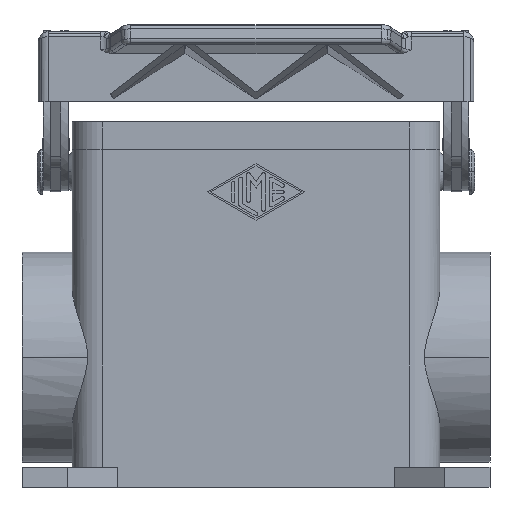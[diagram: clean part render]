
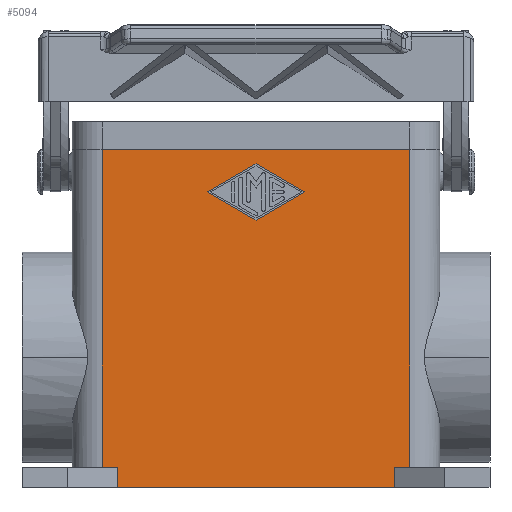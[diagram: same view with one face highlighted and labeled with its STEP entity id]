
A CAD part, front view. The second image highlights one B-rep face of the part: STEP entity #5094.
In plain terms, the highlighted planar face has unit normal (0, -1, 0).
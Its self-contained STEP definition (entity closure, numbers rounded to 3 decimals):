
#4252=CARTESIAN_POINT('',(-9.75,-21.75,15.));
#4253=VERTEX_POINT('',#4252);
#4260=CARTESIAN_POINT('',(0.,-21.75,9.375));
#4261=VERTEX_POINT('',#4260);
#4262=CARTESIAN_POINT('',(0.,-21.75,9.375));
#4263=DIRECTION('',(-0.866,0.0,0.5));
#4264=VECTOR('',#4263,11.256);
#4265=LINE('',#4262,#4264);
#4266=EDGE_CURVE('',#4261,#4253,#4265,.T.);
#4291=CARTESIAN_POINT('',(9.75,-21.75,15.));
#4292=VERTEX_POINT('',#4291);
#4293=CARTESIAN_POINT('',(9.75,-21.75,15.));
#4294=DIRECTION('',(-0.866,0.0,-0.5));
#4295=VECTOR('',#4294,11.256);
#4296=LINE('',#4293,#4295);
#4297=EDGE_CURVE('',#4292,#4261,#4296,.T.);
#4322=CARTESIAN_POINT('',(0.,-21.75,20.625));
#4323=VERTEX_POINT('',#4322);
#4324=CARTESIAN_POINT('',(0.,-21.75,20.625));
#4325=DIRECTION('',(0.866,0.0,-0.5));
#4326=VECTOR('',#4325,11.256);
#4327=LINE('',#4324,#4326);
#4328=EDGE_CURVE('',#4323,#4292,#4327,.T.);
#4351=CARTESIAN_POINT('',(-9.75,-21.75,15.));
#4352=DIRECTION('',(0.866,0.0,0.5));
#4353=VECTOR('',#4352,11.256);
#4354=LINE('',#4351,#4353);
#4355=EDGE_CURVE('',#4253,#4323,#4354,.T.);
#5017=CARTESIAN_POINT('',(27.75,-21.75,-44.0));
#5018=DIRECTION('',(0.0,-1.0,0.0));
#5019=DIRECTION('',(0.0,0.0,-1.0));
#5020=AXIS2_PLACEMENT_3D('',#5017,#5018,#5019);
#5021=PLANE('',#5020);
#5022=CARTESIAN_POINT('',(-27.75,-21.75,-44.0));
#5023=VERTEX_POINT('',#5022);
#5024=CARTESIAN_POINT('',(-27.75,-21.75,-40.0));
#5025=VERTEX_POINT('',#5024);
#5026=CARTESIAN_POINT('',(-27.75,-21.75,-44.0));
#5027=DIRECTION('',(0.0,0.0,1.0));
#5028=VECTOR('',#5027,4.0);
#5029=LINE('',#5026,#5028);
#5030=EDGE_CURVE('',#5023,#5025,#5029,.T.);
#5031=ORIENTED_EDGE('',*,*,#5030,.F.);
#5032=CARTESIAN_POINT('',(27.75,-21.75,-44.0));
#5033=VERTEX_POINT('',#5032);
#5034=CARTESIAN_POINT('',(27.75,-21.75,-44.0));
#5035=DIRECTION('',(-1.0,0.0,0.0));
#5036=VECTOR('',#5035,55.5);
#5037=LINE('',#5034,#5036);
#5038=EDGE_CURVE('',#5033,#5023,#5037,.T.);
#5039=ORIENTED_EDGE('',*,*,#5038,.F.);
#5040=CARTESIAN_POINT('',(27.75,-21.75,-40.0));
#5041=VERTEX_POINT('',#5040);
#5042=CARTESIAN_POINT('',(27.75,-21.75,-44.0));
#5043=DIRECTION('',(0.0,0.0,1.0));
#5044=VECTOR('',#5043,4.0);
#5045=LINE('',#5042,#5044);
#5046=EDGE_CURVE('',#5033,#5041,#5045,.T.);
#5047=ORIENTED_EDGE('',*,*,#5046,.T.);
#5048=CARTESIAN_POINT('',(30.75,-21.75,-40.0));
#5049=VERTEX_POINT('',#5048);
#5050=CARTESIAN_POINT('',(30.75,-21.75,-40.0));
#5051=DIRECTION('',(-1.0,0.0,0.0));
#5052=VECTOR('',#5051,3.);
#5053=LINE('',#5050,#5052);
#5054=EDGE_CURVE('',#5049,#5041,#5053,.T.);
#5055=ORIENTED_EDGE('',*,*,#5054,.F.);
#5056=CARTESIAN_POINT('',(30.75,-21.75,23.5));
#5057=VERTEX_POINT('',#5056);
#5058=CARTESIAN_POINT('',(30.75,-21.75,-40.0));
#5059=DIRECTION('',(0.0,0.0,1.0));
#5060=VECTOR('',#5059,63.5);
#5061=LINE('',#5058,#5060);
#5062=EDGE_CURVE('',#5049,#5057,#5061,.T.);
#5063=ORIENTED_EDGE('',*,*,#5062,.T.);
#5064=CARTESIAN_POINT('',(-30.75,-21.75,23.5));
#5065=VERTEX_POINT('',#5064);
#5066=CARTESIAN_POINT('',(30.75,-21.75,23.5));
#5067=DIRECTION('',(-1.0,0.0,0.0));
#5068=VECTOR('',#5067,61.5);
#5069=LINE('',#5066,#5068);
#5070=EDGE_CURVE('',#5057,#5065,#5069,.T.);
#5071=ORIENTED_EDGE('',*,*,#5070,.T.);
#5072=CARTESIAN_POINT('',(-30.75,-21.75,-40.0));
#5073=VERTEX_POINT('',#5072);
#5074=CARTESIAN_POINT('',(-30.75,-21.75,-40.0));
#5075=DIRECTION('',(0.0,0.0,1.0));
#5076=VECTOR('',#5075,63.5);
#5077=LINE('',#5074,#5076);
#5078=EDGE_CURVE('',#5073,#5065,#5077,.T.);
#5079=ORIENTED_EDGE('',*,*,#5078,.F.);
#5080=CARTESIAN_POINT('',(-27.75,-21.75,-40.0));
#5081=DIRECTION('',(-1.0,0.0,0.0));
#5082=VECTOR('',#5081,3.);
#5083=LINE('',#5080,#5082);
#5084=EDGE_CURVE('',#5025,#5073,#5083,.T.);
#5085=ORIENTED_EDGE('',*,*,#5084,.F.);
#5086=EDGE_LOOP('',(#5031,#5039,#5047,#5055,#5063,#5071,#5079,#5085));
#5087=FACE_OUTER_BOUND('',#5086,.T.);
#5088=ORIENTED_EDGE('',*,*,#4266,.T.);
#5089=ORIENTED_EDGE('',*,*,#4355,.T.);
#5090=ORIENTED_EDGE('',*,*,#4328,.T.);
#5091=ORIENTED_EDGE('',*,*,#4297,.T.);
#5092=EDGE_LOOP('',(#5088,#5089,#5090,#5091));
#5093=FACE_BOUND('',#5092,.T.);
#5094=ADVANCED_FACE('',(#5087,#5093),#5021,.T.);
